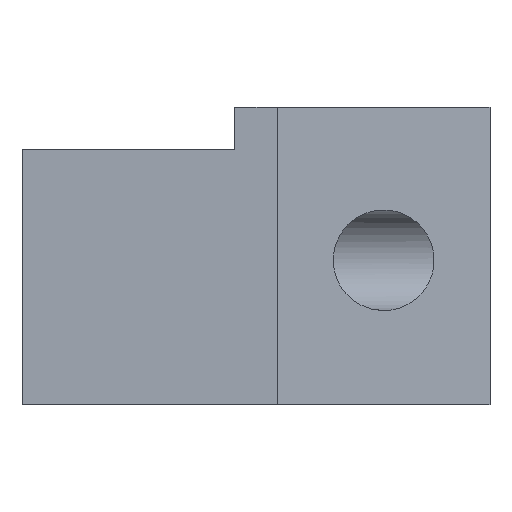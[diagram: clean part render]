
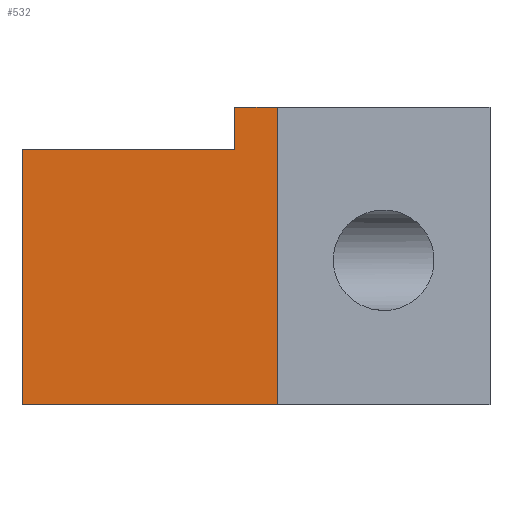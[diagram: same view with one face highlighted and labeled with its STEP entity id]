
A CAD part, front view. The second image highlights one B-rep face of the part: STEP entity #532.
In plain terms, the highlighted planar face has unit normal (0, -1, 0).
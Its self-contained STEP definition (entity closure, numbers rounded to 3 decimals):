
#62=FACE_OUTER_BOUND('',#97,.T.);
#97=EDGE_LOOP('',(#470,#471,#472,#473,#474,#475));
#106=LINE('',#767,#158);
#139=LINE('',#867,#191);
#145=LINE('',#881,#197);
#152=LINE('',#896,#204);
#153=LINE('',#898,#205);
#154=LINE('',#899,#206);
#158=VECTOR('',#614,10.);
#191=VECTOR('',#711,10.);
#197=VECTOR('',#727,10.);
#204=VECTOR('',#744,10.);
#205=VECTOR('',#747,10.);
#206=VECTOR('',#748,10.);
#230=VERTEX_POINT('',#764);
#231=VERTEX_POINT('',#766);
#265=VERTEX_POINT('',#864);
#266=VERTEX_POINT('',#866);
#269=VERTEX_POINT('',#878);
#272=VERTEX_POINT('',#894);
#278=EDGE_CURVE('',#231,#230,#106,.T.);
#327=EDGE_CURVE('',#265,#266,#139,.T.);
#335=EDGE_CURVE('',#269,#231,#145,.T.);
#342=EDGE_CURVE('',#265,#272,#152,.T.);
#343=EDGE_CURVE('',#266,#230,#153,.T.);
#344=EDGE_CURVE('',#269,#272,#154,.T.);
#470=ORIENTED_EDGE('',*,*,#278,.T.);
#471=ORIENTED_EDGE('',*,*,#343,.F.);
#472=ORIENTED_EDGE('',*,*,#327,.F.);
#473=ORIENTED_EDGE('',*,*,#342,.T.);
#474=ORIENTED_EDGE('',*,*,#344,.F.);
#475=ORIENTED_EDGE('',*,*,#335,.T.);
#504=PLANE('',#600);
#532=ADVANCED_FACE('',(#62),#504,.T.);
#600=AXIS2_PLACEMENT_3D('',#897,#745,#746);
#614=DIRECTION('',(-1.,0.,0.));
#711=DIRECTION('',(-1.,0.,0.));
#727=DIRECTION('',(0.,0.,-1.));
#744=DIRECTION('',(0.,0.,1.));
#745=DIRECTION('center_axis',(0.,-1.,0.));
#746=DIRECTION('ref_axis',(1.,0.,0.));
#747=DIRECTION('',(0.,0.,1.));
#748=DIRECTION('',(1.,0.,0.));
#764=CARTESIAN_POINT('',(-2.027,-163.937,12.5));
#766=CARTESIAN_POINT('',(22.973,-163.937,12.5));
#767=CARTESIAN_POINT('',(4.223,-163.937,12.5));
#864=CARTESIAN_POINT('',(27.973,-163.937,-17.5));
#866=CARTESIAN_POINT('',(-2.027,-163.937,-17.5));
#867=CARTESIAN_POINT('',(-2.027,-163.937,-17.5));
#878=CARTESIAN_POINT('',(22.973,-163.937,17.5));
#881=CARTESIAN_POINT('',(22.973,-163.937,8.75));
#894=CARTESIAN_POINT('',(27.973,-163.937,17.5));
#896=CARTESIAN_POINT('',(27.973,-163.937,0.));
#897=CARTESIAN_POINT('Origin',(-2.027,-163.937,0.));
#898=CARTESIAN_POINT('',(-2.027,-163.937,0.));
#899=CARTESIAN_POINT('',(-2.027,-163.937,17.5));
